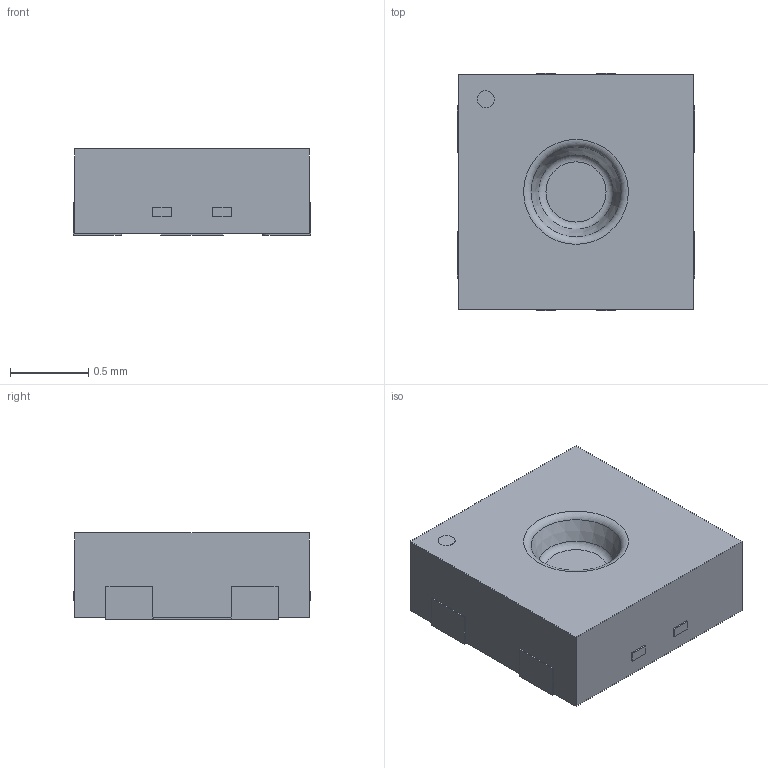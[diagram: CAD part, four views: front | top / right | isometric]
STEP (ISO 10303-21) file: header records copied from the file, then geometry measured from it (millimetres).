
FILE_DESCRIPTION(('HOOPS Exchange Step'),'2;1');
FILE_NAME('temp_export','2025-11-19T14:22:15+08:00',('Administrator'),('Shapr3D Limited'),'HOOPS Exchange 2025.5','Shapr3D','Authorized');
FILE_SCHEMA( ('AP242_MANAGED_MODEL_BASED_3D_ENGINEERING_MIM_LF {1 0 10303 442 1 1 4}') );
Length unit declared in the file: millimetre
Products named in the file (2): SHT4x.step; root
Assembly tree (1 placements, depth 2):
  root
    SHT4x.step
Bounding box: 1.52 x 1.52 x 0.55 mm (x, y, z)
Volume: 1.2 mm3; surface area: 8.1 mm2
Topology: 1 solids, 1 shells, 71 faces, 190 edges, 128 vertices
Faces by surface type: plane 58, cylinder 10, torus 2, cone 1
Full cylindrical faces by diameter (mm): 0.109 x1
Entity records: 2291 total; most frequent: CARTESIAN_POINT 393, ORIENTED_EDGE 380, DIRECTION 368, EDGE_CURVE 190, VECTOR 162, LINE 162, VERTEX_POINT 128, AXIS2_PLACEMENT_3D 103
